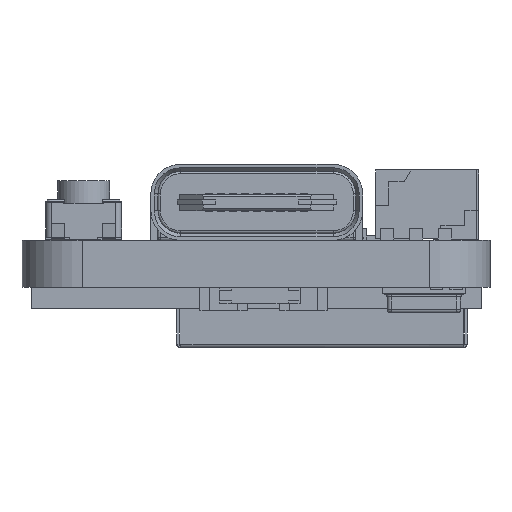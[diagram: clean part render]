
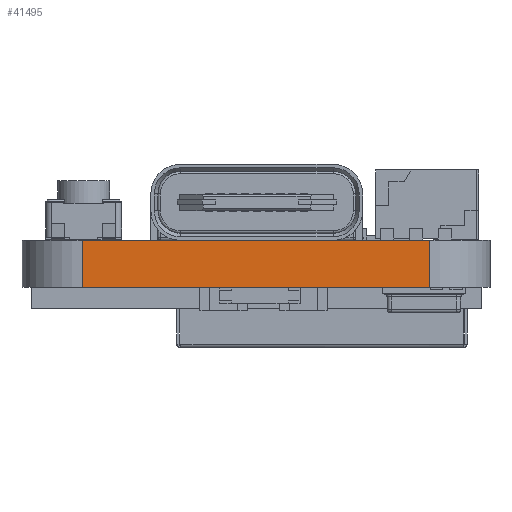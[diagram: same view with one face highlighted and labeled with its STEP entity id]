
A CAD part, left-side view. The second image highlights one B-rep face of the part: STEP entity #41495.
In plain terms, the highlighted planar face has unit normal (-1, 0, 0).
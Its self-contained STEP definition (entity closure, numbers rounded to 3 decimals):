
#759=PLANE('',#44413);
#2774=FACE_OUTER_BOUND('',#5217,.T.);
#5217=EDGE_LOOP('',(#28532,#28533,#28534,#28535));
#7974=LINE('',#59672,#12895);
#7975=LINE('',#59675,#12896);
#7976=LINE('',#59677,#12897);
#7977=LINE('',#59678,#12898);
#12895=VECTOR('',#48111,10.);
#12896=VECTOR('',#48114,10.);
#12897=VECTOR('',#48115,10.);
#12898=VECTOR('',#48116,10.);
#18745=VERTEX_POINT('',#59668);
#18746=VERTEX_POINT('',#59670);
#18747=VERTEX_POINT('',#59674);
#18748=VERTEX_POINT('',#59676);
#22621=EDGE_CURVE('',#18745,#18746,#7974,.T.);
#22622=EDGE_CURVE('',#18747,#18745,#7975,.T.);
#22623=EDGE_CURVE('',#18748,#18746,#7976,.T.);
#22624=EDGE_CURVE('',#18747,#18748,#7977,.T.);
#28532=ORIENTED_EDGE('',*,*,#22622,.T.);
#28533=ORIENTED_EDGE('',*,*,#22621,.T.);
#28534=ORIENTED_EDGE('',*,*,#22623,.F.);
#28535=ORIENTED_EDGE('',*,*,#22624,.F.);
#41495=ADVANCED_FACE('',(#2774),#759,.T.);
#44413=AXIS2_PLACEMENT_3D('',#59673,#48112,#48113);
#48111=DIRECTION('',(0.,0.,1.));
#48112=DIRECTION('center_axis',(-1.,0.,0.));
#48113=DIRECTION('ref_axis',(0.,-1.,0.));
#48114=DIRECTION('',(0.,-1.,0.));
#48115=DIRECTION('',(0.,-1.,0.));
#48116=DIRECTION('',(0.,0.,1.));
#59668=CARTESIAN_POINT('',(0.,2.54,0.));
#59670=CARTESIAN_POINT('',(0.,2.54,1.99));
#59672=CARTESIAN_POINT('',(0.,2.54,0.));
#59673=CARTESIAN_POINT('Origin',(0.,17.208,0.));
#59674=CARTESIAN_POINT('',(0.,17.208,0.));
#59675=CARTESIAN_POINT('',(0.,17.208,0.));
#59676=CARTESIAN_POINT('',(0.,17.208,1.99));
#59677=CARTESIAN_POINT('',(0.,17.208,1.99));
#59678=CARTESIAN_POINT('',(0.,17.208,0.));
